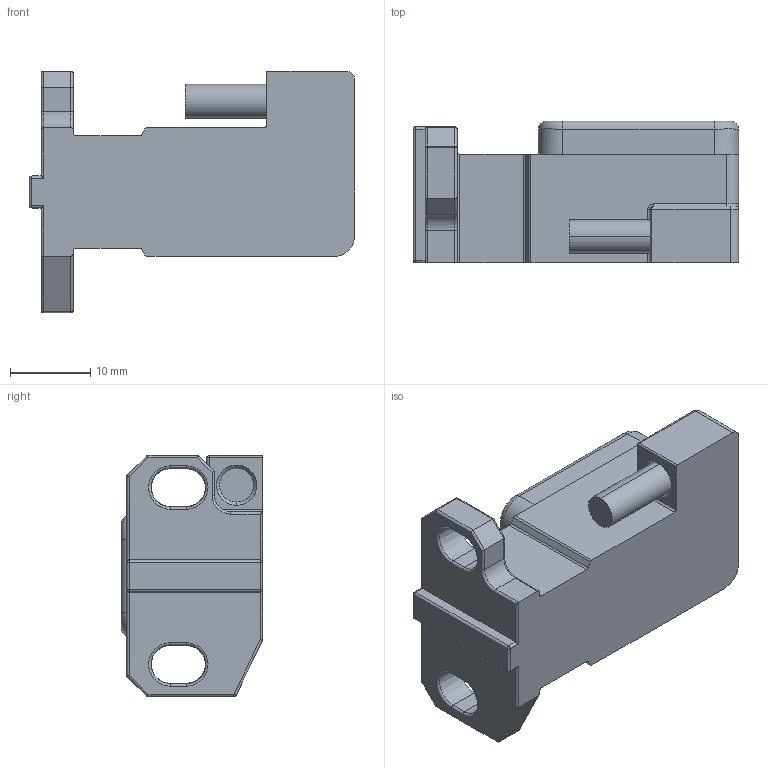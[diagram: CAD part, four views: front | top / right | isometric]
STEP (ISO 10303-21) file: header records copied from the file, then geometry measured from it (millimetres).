
FILE_DESCRIPTION((''),'2;1');
FILE_NAME('DM_CAD-2325_SW0001','2016-07-04T',('creinig-se'),(''),'PRO/ENGINEER BY PARAMETRIC TECHNOLOGY CORPORATION, 2015440','PRO/ENGINEER BY PARAMETRIC TECHNOLOGY CORPORATION, 2015440','');
FILE_SCHEMA(('CONFIG_CONTROL_DESIGN'));
Length unit declared in the file: millimetre
Products named in the file (1): DM_CAD-2325_SW0001
Bounding box: 40.55 x 17.6 x 30 mm (x, y, z)
Volume: 11128.9 mm3; surface area: 4008.7 mm2
Topology: 1 solids, 1 shells, 141 faces, 347 edges, 198 vertices
Faces by surface type: cylinder 66, plane 40, sphere 14, torus 13, cone 6, bspline 2
Entity records: 5334 total; most frequent: CARTESIAN_POINT 974, DIRECTION 716, ORIENTED_EDGE 670, EDGE_CURVE 335, AXIS2_PLACEMENT_3D 270, VERTEX_POINT 198, VECTOR 176, LINE 176
